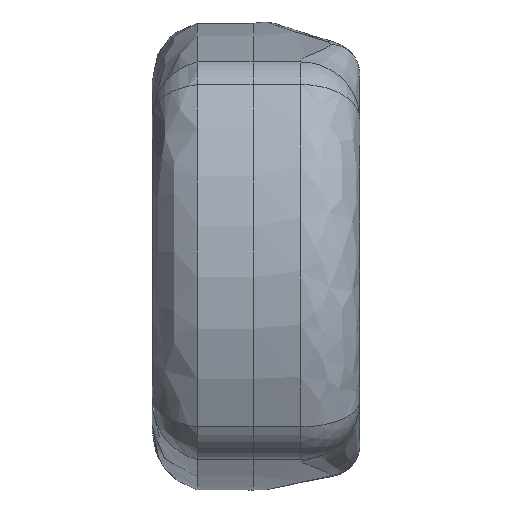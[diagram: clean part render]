
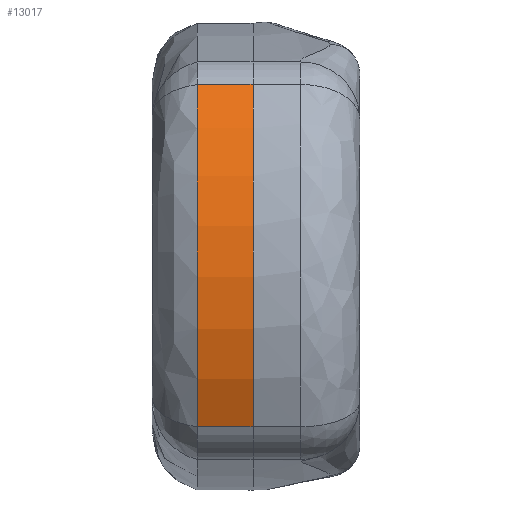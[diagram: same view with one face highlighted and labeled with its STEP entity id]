
A CAD part, left-side view. The second image highlights one B-rep face of the part: STEP entity #13017.
In plain terms, the highlighted cylindrical face has radius 56.798 mm (diameter 113.596 mm), a partial arc.
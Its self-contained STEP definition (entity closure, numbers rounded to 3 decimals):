
#5 = CARTESIAN_POINT ( 'NONE',  ( -57.237, 18., 28.928 ) ) ;
#602 = DIRECTION ( 'NONE',  ( 0., -1., 0. ) ) ;
#2144 = AXIS2_PLACEMENT_3D ( 'NONE', #7781, #602, #8980 ) ;
#2572 = CARTESIAN_POINT ( 'NONE',  ( -62.459, 35., -28.81 ) ) ;
#3430 = EDGE_CURVE ( 'NONE', #9005, #13322, #8592, .T. ) ;
#3472 = CARTESIAN_POINT ( 'NONE',  ( -11.202, 35., -4.341 ) ) ;
#3647 = DIRECTION ( 'NONE',  ( 0., 1., 0. ) ) ;
#3745 = ORIENTED_EDGE ( 'NONE', *, *, #14083, .T. ) ;
#3761 = ORIENTED_EDGE ( 'NONE', *, *, #8151, .T. ) ;
#4277 = LINE ( 'NONE', #2572, #13842 ) ;
#4439 = EDGE_CURVE ( 'NONE', #6783, #12599, #4670, .T. ) ;
#4506 = ORIENTED_EDGE ( 'NONE', *, *, #4439, .T. ) ;
#4601 = CARTESIAN_POINT ( 'NONE',  ( -62.459, 27.413, -28.81 ) ) ;
#4670 = CIRCLE ( 'NONE', #2144, 56.798 ) ;
#4900 = CARTESIAN_POINT ( 'NONE',  ( -57.237, 27.413, 28.928 ) ) ;
#4904 = ORIENTED_EDGE ( 'NONE', *, *, #3430, .T. ) ;
#5007 = LINE ( 'NONE', #9969, #14557 ) ;
#5687 = AXIS2_PLACEMENT_3D ( 'NONE', #10829, #3647, #12044 ) ;
#6783 = VERTEX_POINT ( 'NONE', #4900 ) ;
#7039 = DIRECTION ( 'NONE',  ( 0., -1., 0. ) ) ;
#7096 = CARTESIAN_POINT ( 'NONE',  ( -62.459, 18., -28.81 ) ) ;
#7781 = CARTESIAN_POINT ( 'NONE',  ( -11.202, 27.413, -4.341 ) ) ;
#8151 = EDGE_CURVE ( 'NONE', #12599, #9005, #4277, .T. ) ;
#8592 = CIRCLE ( 'NONE', #5687, 56.798 ) ;
#8980 = DIRECTION ( 'NONE',  ( 0., 0., 1. ) ) ;
#9005 = VERTEX_POINT ( 'NONE', #7096 ) ;
#9969 = CARTESIAN_POINT ( 'NONE',  ( -57.237, 35., 28.928 ) ) ;
#10752 = AXIS2_PLACEMENT_3D ( 'NONE', #3472, #7039, #13067 ) ;
#10829 = CARTESIAN_POINT ( 'NONE',  ( -11.202, 18., -4.341 ) ) ;
#10969 = DIRECTION ( 'NONE',  ( 0., -1., 0. ) ) ;
#11195 = CYLINDRICAL_SURFACE ( 'NONE', #10752, 56.798 ) ;
#11579 = FACE_OUTER_BOUND ( 'NONE', #15542, .T. ) ;
#12044 = DIRECTION ( 'NONE',  ( 0., 0., 1. ) ) ;
#12382 = DIRECTION ( 'NONE',  ( 0., 1., 0. ) ) ;
#12599 = VERTEX_POINT ( 'NONE', #4601 ) ;
#13017 = ADVANCED_FACE ( 'NONE', ( #11579 ), #11195, .T. ) ;
#13067 = DIRECTION ( 'NONE',  ( 0., 0., -1. ) ) ;
#13322 = VERTEX_POINT ( 'NONE', #5 ) ;
#13842 = VECTOR ( 'NONE', #10969, 1000. ) ;
#14083 = EDGE_CURVE ( 'NONE', #13322, #6783, #5007, .T. ) ;
#14557 = VECTOR ( 'NONE', #12382, 1000. ) ;
#15542 = EDGE_LOOP ( 'NONE', ( #3761, #4904, #3745, #4506 ) ) ;
